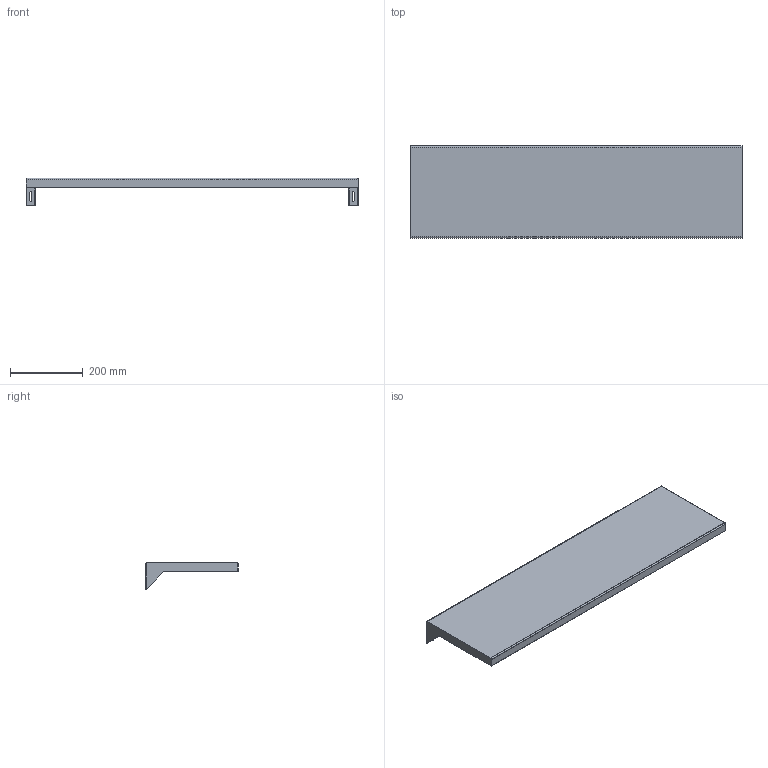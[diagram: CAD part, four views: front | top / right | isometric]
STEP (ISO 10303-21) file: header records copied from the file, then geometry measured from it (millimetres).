
FILE_DESCRIPTION (( 'STEP AP214' ), '1' );
FILE_NAME ('SCE-1436W.STEP', '2021-01-21T16:59:36', ( '' ), ( '' ), 'SwSTEP 2.0', 'SolidWorks 2019', '' );
FILE_SCHEMA (( 'AUTOMOTIVE_DESIGN' ));
Length unit declared in the file: inch
Products named in the file (1): SCE-1436W
Bounding box: 914.4 x 254 x 76.2 mm (x, y, z)
Volume: 369331.3 mm3; surface area: 584862.4 mm2
Topology: 1 solids, 1 shells, 44 faces, 126 edges, 84 vertices
Faces by surface type: plane 28, cylinder 14, bspline 2
Full cylindrical faces by diameter (mm): 7.137 x4
Entity records: 2131 total; most frequent: CARTESIAN_POINT 346, ORIENTED_EDGE 244, DIRECTION 230, EDGE_CURVE 122, LINE 88, VECTOR 88, VERTEX_POINT 84, AXIS2_PLACEMENT_3D 71
